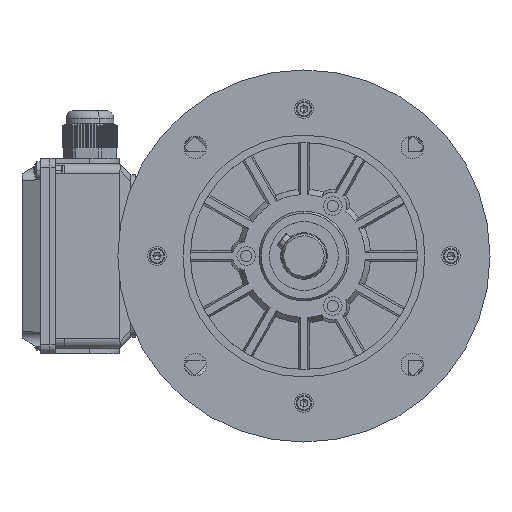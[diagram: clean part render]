
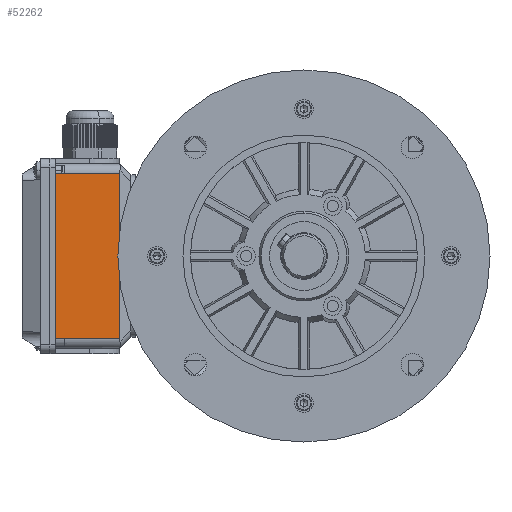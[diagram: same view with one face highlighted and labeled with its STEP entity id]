
A CAD part, left-side view. The second image highlights one B-rep face of the part: STEP entity #52262.
In plain terms, the highlighted face is planar.
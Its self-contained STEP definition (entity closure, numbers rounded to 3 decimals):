
#322 = ORIENTED_EDGE ( 'NONE', *, *, #22790, .T. ) ;
#4362 = ORIENTED_EDGE ( 'NONE', *, *, #78132, .T. ) ;
#5825 = LINE ( 'NONE', #109586, #77419 ) ;
#8892 = ORIENTED_EDGE ( 'NONE', *, *, #74394, .T. ) ;
#10936 = DIRECTION ( 'NONE',  ( 0., 0., -1. ) ) ;
#16567 = DIRECTION ( 'NONE',  ( 0., 0., -1. ) ) ;
#21605 = CARTESIAN_POINT ( 'NONE',  ( 44.5, 68., 5. ) ) ;
#22790 = EDGE_CURVE ( 'NONE', #59069, #44447, #77044, .T. ) ;
#22793 = DIRECTION ( 'NONE',  ( 0., -1., 0. ) ) ;
#28424 = CARTESIAN_POINT ( 'NONE',  ( 44.5, 68., 39.5 ) ) ;
#30281 = FACE_OUTER_BOUND ( 'NONE', #96470, .T. ) ;
#31678 = VERTEX_POINT ( 'NONE', #21605 ) ;
#34636 = CARTESIAN_POINT ( 'NONE',  ( -52.5, 68., 39.5 ) ) ;
#36235 = AXIS2_PLACEMENT_3D ( 'NONE', #34636, #22793, #10936 ) ;
#38229 = VECTOR ( 'NONE', #67419, 1000. ) ;
#38478 = VECTOR ( 'NONE', #53412, 1000. ) ;
#41381 = VECTOR ( 'NONE', #16567, 1000. ) ;
#43082 = LINE ( 'NONE', #28424, #41381 ) ;
#44447 = VERTEX_POINT ( 'NONE', #58608 ) ;
#46490 = PLANE ( 'NONE',  #36235 ) ;
#49575 = EDGE_CURVE ( 'NONE', #68064, #31678, #91060, .T. ) ;
#52262 = ADVANCED_FACE ( 'NONE', ( #30281 ), #46490, .F. ) ;
#53412 = DIRECTION ( 'NONE',  ( 1., 0., 0. ) ) ;
#58608 = CARTESIAN_POINT ( 'NONE',  ( 44.5, 68., 39.5 ) ) ;
#59069 = VERTEX_POINT ( 'NONE', #67444 ) ;
#65248 = CARTESIAN_POINT ( 'NONE',  ( -52.5, 68., 39.5 ) ) ;
#67419 = DIRECTION ( 'NONE',  ( 1., 0., 0. ) ) ;
#67444 = CARTESIAN_POINT ( 'NONE',  ( -44.5, 68., 39.5 ) ) ;
#68064 = VERTEX_POINT ( 'NONE', #82708 ) ;
#74394 = EDGE_CURVE ( 'NONE', #68064, #59069, #5825, .T. ) ;
#77044 = LINE ( 'NONE', #65248, #38478 ) ;
#77419 = VECTOR ( 'NONE', #97704, 1000. ) ;
#78132 = EDGE_CURVE ( 'NONE', #44447, #31678, #43082, .T. ) ;
#79233 = CARTESIAN_POINT ( 'NONE',  ( -52.5, 68., 5. ) ) ;
#82708 = CARTESIAN_POINT ( 'NONE',  ( -44.5, 68., 5. ) ) ;
#91060 = LINE ( 'NONE', #79233, #38229 ) ;
#96470 = EDGE_LOOP ( 'NONE', ( #322, #4362, #107565, #8892 ) ) ;
#97704 = DIRECTION ( 'NONE',  ( 0., 0., 1. ) ) ;
#107565 = ORIENTED_EDGE ( 'NONE', *, *, #49575, .F. ) ;
#109586 = CARTESIAN_POINT ( 'NONE',  ( -44.5, 68., 39.5 ) ) ;
